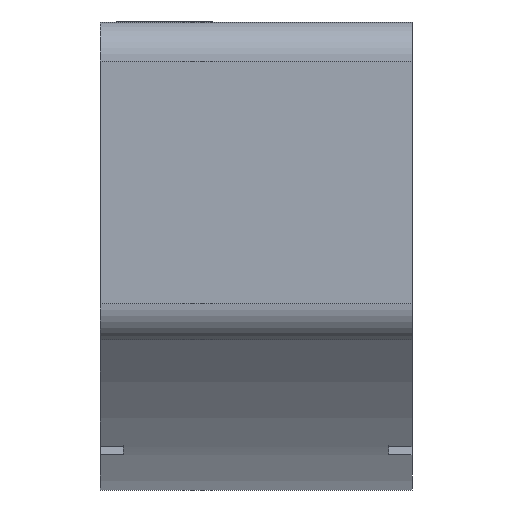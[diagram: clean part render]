
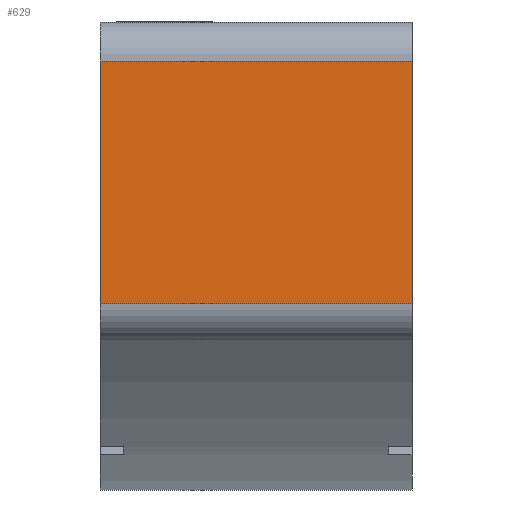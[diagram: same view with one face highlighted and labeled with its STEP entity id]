
A CAD part, front view. The second image highlights one B-rep face of the part: STEP entity #629.
In plain terms, the highlighted planar face has unit normal (0, -1, 0).
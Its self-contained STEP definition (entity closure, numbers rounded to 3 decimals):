
#570=CARTESIAN_POINT('Vertex',(20.,-97.108,-36.11)) ;
#573=CARTESIAN_POINT('Line Origine',(0.,-97.108,-36.11)) ;
#577=CARTESIAN_POINT('Vertex',(-20.,-97.108,-36.11)) ;
#599=CARTESIAN_POINT('Axis2P3D Location',(0.,-97.108,0.)) ;
#604=CARTESIAN_POINT('Line Origine',(-20.,-97.108,-20.555)) ;
#608=CARTESIAN_POINT('Vertex',(-20.,-97.108,-5.)) ;
#611=CARTESIAN_POINT('Line Origine',(20.,-97.108,-20.555)) ;
#615=CARTESIAN_POINT('Vertex',(20.,-97.108,-5.)) ;
#618=CARTESIAN_POINT('Line Origine',(0.,-97.108,-5.)) ;
#574=DIRECTION('Vector Direction',(-1.,0.,0.)) ;
#600=DIRECTION('Axis2P3D Direction',(0.,-1.,0.)) ;
#601=DIRECTION('Axis2P3D XDirection',(0.,0.,-1.)) ;
#605=DIRECTION('Vector Direction',(0.,0.,-1.)) ;
#612=DIRECTION('Vector Direction',(0.,0.,-1.)) ;
#619=DIRECTION('Vector Direction',(1.,0.,0.)) ;
#602=AXIS2_PLACEMENT_3D('Plane Axis2P3D',#599,#600,#601) ;
#624=ORIENTED_EDGE('',*,*,#610,.T.) ;
#625=ORIENTED_EDGE('',*,*,#579,.T.) ;
#626=ORIENTED_EDGE('',*,*,#617,.F.) ;
#627=ORIENTED_EDGE('',*,*,#622,.F.) ;
#575=VECTOR('Line Direction',#574,1.) ;
#606=VECTOR('Line Direction',#605,1.) ;
#613=VECTOR('Line Direction',#612,1.) ;
#620=VECTOR('Line Direction',#619,1.) ;
#629=ADVANCED_FACE('Corps principal',(#628),#603,.T.) ;
#579=EDGE_CURVE('',#578,#571,#576,.F.) ;
#610=EDGE_CURVE('',#609,#578,#607,.T.) ;
#617=EDGE_CURVE('',#616,#571,#614,.T.) ;
#622=EDGE_CURVE('',#609,#616,#621,.T.) ;
#623=EDGE_LOOP('',(#624,#625,#626,#627)) ;
#628=FACE_OUTER_BOUND('',#623,.T.) ;
#576=LINE('Line',#573,#575) ;
#607=LINE('Line',#604,#606) ;
#614=LINE('Line',#611,#613) ;
#621=LINE('Line',#618,#620) ;
#603=PLANE('',#602) ;
#571=VERTEX_POINT('',#570) ;
#578=VERTEX_POINT('',#577) ;
#609=VERTEX_POINT('',#608) ;
#616=VERTEX_POINT('',#615) ;
